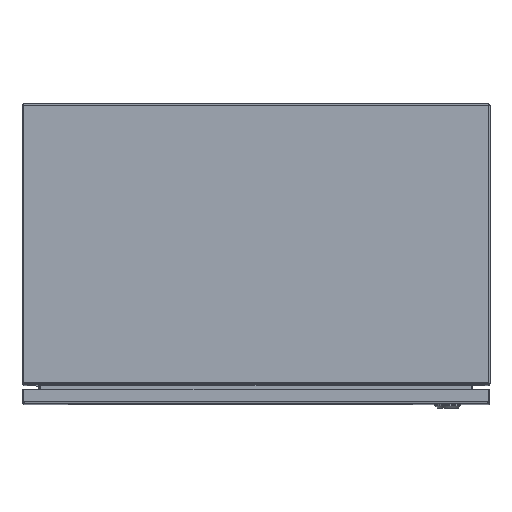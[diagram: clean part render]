
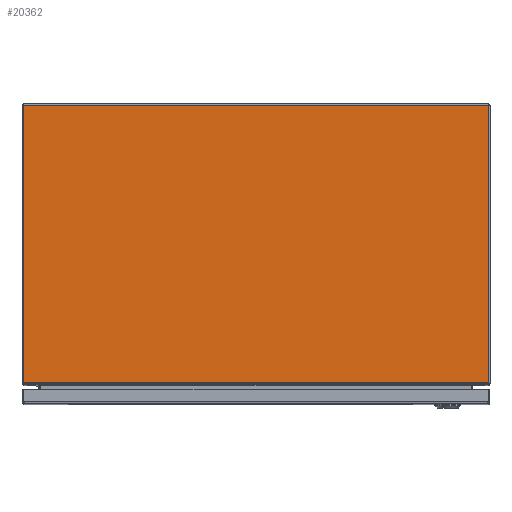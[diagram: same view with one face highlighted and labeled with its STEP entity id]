
A CAD part, top view. The second image highlights one B-rep face of the part: STEP entity #20362.
In plain terms, the highlighted planar face has unit normal (0, 0, 1).
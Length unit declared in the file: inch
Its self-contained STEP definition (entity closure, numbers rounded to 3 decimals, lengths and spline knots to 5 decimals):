
#412 = EDGE_CURVE ( 'NONE', #25707, #9322, #32292, .T. ) ;
#1060 = LINE ( 'NONE', #21179, #22781 ) ;
#3217 = CARTESIAN_POINT ( 'NONE',  ( -9.943, -11.943, 10. ) ) ;
#3671 = CARTESIAN_POINT ( 'NONE',  ( 9.943, -11.88012, 10. ) ) ;
#3674 = ORIENTED_EDGE ( 'NONE', *, *, #28216, .T. ) ;
#4467 = ORIENTED_EDGE ( 'NONE', *, *, #412, .T. ) ;
#6709 = DIRECTION ( 'NONE',  ( 0., 0., -1. ) ) ;
#6870 = CARTESIAN_POINT ( 'NONE',  ( 9.93992, -11.914, 10. ) ) ;
#7401 = AXIS2_PLACEMENT_3D ( 'NONE', #17079, #22606, #13671 ) ;
#7965 = CARTESIAN_POINT ( 'NONE',  ( 9.943, -0.057, 10. ) ) ;
#8611 = ORIENTED_EDGE ( 'NONE', *, *, #26670, .T. ) ;
#9322 = VERTEX_POINT ( 'NONE', #22255 ) ;
#10484 = ORIENTED_EDGE ( 'NONE', *, *, #24798, .F. ) ;
#10638 = VERTEX_POINT ( 'NONE', #6870 ) ;
#11602 = ORIENTED_EDGE ( 'NONE', *, *, #29162, .T. ) ;
#12343 = DIRECTION ( 'NONE',  ( 0., 0., 1. ) ) ;
#12510 = DIRECTION ( 'NONE',  ( 0., -1., 0. ) ) ;
#12636 = DIRECTION ( 'NONE',  ( 0., 1., 0. ) ) ;
#12953 = EDGE_CURVE ( 'NONE', #24745, #27649, #1060, .T. ) ;
#13671 = DIRECTION ( 'NONE',  ( 0., -1., 0. ) ) ;
#14264 = CIRCLE ( 'NONE', #35548, 0.188 ) ;
#16500 = DIRECTION ( 'NONE',  ( -1., 0., 0. ) ) ;
#17079 = CARTESIAN_POINT ( 'NONE',  ( -9.755, -11.88012, 10. ) ) ;
#17520 = DIRECTION ( 'NONE',  ( 1., 0., 0. ) ) ;
#19477 = VECTOR ( 'NONE', #36025, 39.37008 ) ;
#19842 = VECTOR ( 'NONE', #16500, 39.37008 ) ;
#20283 = VERTEX_POINT ( 'NONE', #28533 ) ;
#20362 = ADVANCED_FACE ( 'NONE', ( #20494 ), #29262, .T. ) ;
#20494 = FACE_OUTER_BOUND ( 'NONE', #37564, .T. ) ;
#20551 = CARTESIAN_POINT ( 'NONE',  ( 9.755, -11.88012, 10. ) ) ;
#21179 = CARTESIAN_POINT ( 'NONE',  ( 9.943, -11.943, 10. ) ) ;
#22255 = CARTESIAN_POINT ( 'NONE',  ( -9.943, -11.88012, 10. ) ) ;
#22595 = CARTESIAN_POINT ( 'NONE',  ( 9.943, -0.057, 10. ) ) ;
#22606 = DIRECTION ( 'NONE',  ( 0., 0., 1. ) ) ;
#22781 = VECTOR ( 'NONE', #12636, 39.37008 ) ;
#24407 = CARTESIAN_POINT ( 'NONE',  ( -9.943, -11.914, 10. ) ) ;
#24745 = VERTEX_POINT ( 'NONE', #3671 ) ;
#24798 = EDGE_CURVE ( 'NONE', #24745, #10638, #14264, .T. ) ;
#25707 = VERTEX_POINT ( 'NONE', #36029 ) ;
#26198 = CARTESIAN_POINT ( 'NONE',  ( -9.943, -0.057, 10. ) ) ;
#26670 = EDGE_CURVE ( 'NONE', #27649, #25707, #36686, .T. ) ;
#27649 = VERTEX_POINT ( 'NONE', #22595 ) ;
#28183 = VECTOR ( 'NONE', #12510, 39.37008 ) ;
#28216 = EDGE_CURVE ( 'NONE', #20283, #10638, #32975, .T. ) ;
#28533 = CARTESIAN_POINT ( 'NONE',  ( -9.93992, -11.914, 10. ) ) ;
#29162 = EDGE_CURVE ( 'NONE', #9322, #20283, #30472, .T. ) ;
#29262 = PLANE ( 'NONE',  #35851 ) ;
#30472 = CIRCLE ( 'NONE', #7401, 0.188 ) ;
#32292 = LINE ( 'NONE', #26198, #28183 ) ;
#32975 = LINE ( 'NONE', #24407, #19477 ) ;
#33482 = ORIENTED_EDGE ( 'NONE', *, *, #12953, .T. ) ;
#34987 = DIRECTION ( 'NONE',  ( 1., 0., 0. ) ) ;
#35548 = AXIS2_PLACEMENT_3D ( 'NONE', #20551, #6709, #17520 ) ;
#35851 = AXIS2_PLACEMENT_3D ( 'NONE', #3217, #12343, #34987 ) ;
#36025 = DIRECTION ( 'NONE',  ( 1., 0., 0. ) ) ;
#36029 = CARTESIAN_POINT ( 'NONE',  ( -9.943, -0.057, 10. ) ) ;
#36686 = LINE ( 'NONE', #7965, #19842 ) ;
#37564 = EDGE_LOOP ( 'NONE', ( #8611, #4467, #11602, #3674, #10484, #33482 ) ) ;
